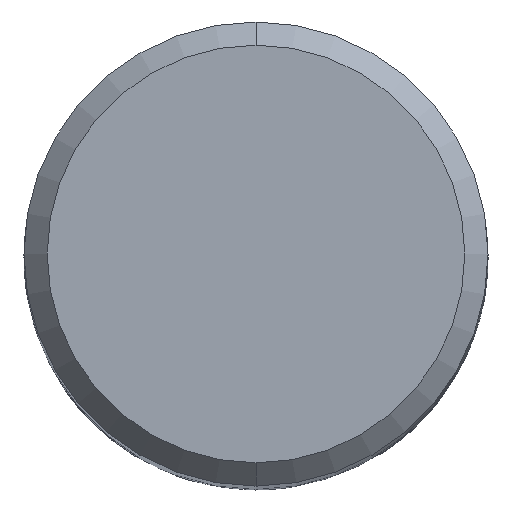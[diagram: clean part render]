
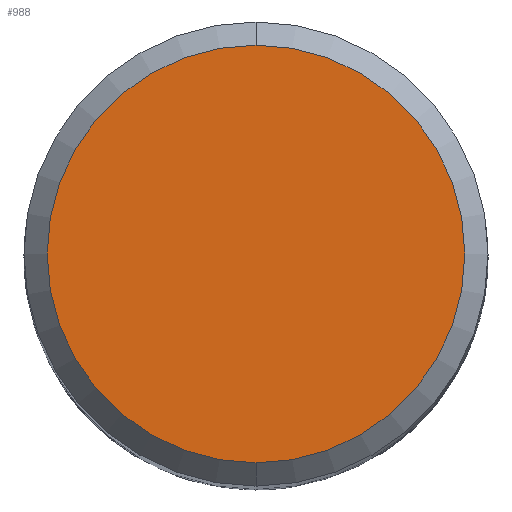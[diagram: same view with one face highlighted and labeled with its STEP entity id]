
A CAD part, top view. The second image highlights one B-rep face of the part: STEP entity #988.
In plain terms, the highlighted planar face has unit normal (0, 0, 1).
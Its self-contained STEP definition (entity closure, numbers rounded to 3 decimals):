
#744=EDGE_CURVE('',#1104,#890,#1607,.T.);
#776=EDGE_CURVE('',#890,#1104,#1641,.T.);
#890=VERTEX_POINT('',#1765);
#988=ADVANCED_FACE('',(#1871),#1872,.T.);
#1104=VERTEX_POINT('',#2000);
#1607=CIRCLE('',#3506,5.4);
#1641=CIRCLE('',#3639,5.4);
#1765=CARTESIAN_POINT('',(0.0,5.4,0.0));
#1871=FACE_OUTER_BOUND('',#4693,.T.);
#1872=PLANE('',#4694);
#2000=CARTESIAN_POINT('',(0.,-5.4,0.0));
#3506=AXIS2_PLACEMENT_3D('',#7488,#7489,#7490);
#3639=AXIS2_PLACEMENT_3D('',#7527,#7528,#7529);
#4693=EDGE_LOOP('',(#7811,#7812));
#4694=AXIS2_PLACEMENT_3D('',#7813,#7814,#7815);
#7488=CARTESIAN_POINT('',(0.0,0.0,0.0));
#7489=DIRECTION('',(0.0,0.0,-1.0));
#7490=DIRECTION('',(0.0,1.0,0.0));
#7527=CARTESIAN_POINT('',(0.0,0.0,0.0));
#7528=DIRECTION('',(0.0,0.0,-1.0));
#7529=DIRECTION('',(0.0,1.0,0.0));
#7811=ORIENTED_EDGE('',*,*,#776,.F.);
#7812=ORIENTED_EDGE('',*,*,#744,.F.);
#7813=CARTESIAN_POINT('',(0.0,2.7,0.0));
#7814=DIRECTION('',(-0.0,0.0,1.0));
#7815=DIRECTION('',(0.0,-1.0,0.0));
